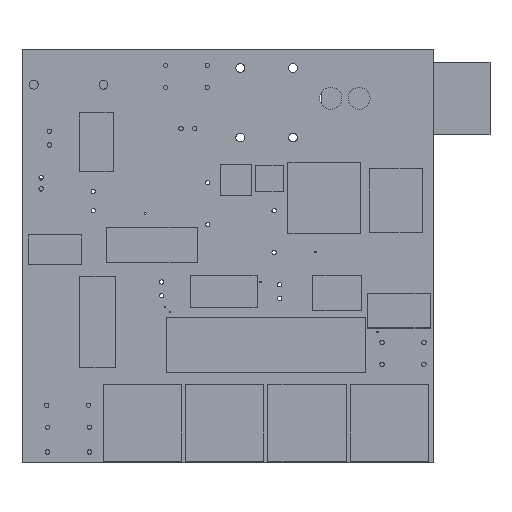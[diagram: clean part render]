
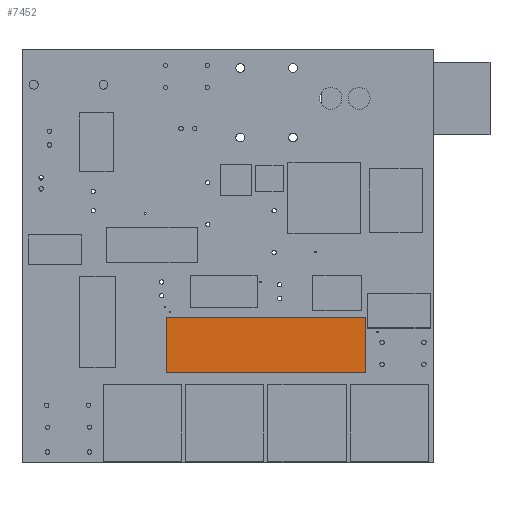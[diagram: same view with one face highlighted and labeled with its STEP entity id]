
A CAD part, top view. The second image highlights one B-rep face of the part: STEP entity #7452.
In plain terms, the highlighted planar face has unit normal (0, 0, 1).
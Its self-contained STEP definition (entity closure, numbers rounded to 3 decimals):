
#52 = CARTESIAN_POINT ( 'NONE',  ( 62.677, -83.527, 4.391 ) ) ;
#410 = LINE ( 'NONE', #14362, #15511 ) ;
#482 = DIRECTION ( 'NONE',  ( -1., 0., 0. ) ) ;
#686 = VECTOR ( 'NONE', #11792, 1000. ) ;
#904 = VERTEX_POINT ( 'NONE', #5595 ) ;
#1447 = CARTESIAN_POINT ( 'NONE',  ( 0., 0., 4.391 ) ) ;
#2679 = LINE ( 'NONE', #2763, #686 ) ;
#2763 = CARTESIAN_POINT ( 'NONE',  ( 26.323, -73.473, 4.391 ) ) ;
#2857 = EDGE_CURVE ( 'NONE', #4136, #4050, #7061, .T. ) ;
#4050 = VERTEX_POINT ( 'NONE', #6320 ) ;
#4136 = VERTEX_POINT ( 'NONE', #52 ) ;
#5034 = ORIENTED_EDGE ( 'NONE', *, *, #10933, .T. ) ;
#5419 = EDGE_CURVE ( 'NONE', #12394, #4136, #410, .T. ) ;
#5539 = CARTESIAN_POINT ( 'NONE',  ( 26.323, -83.527, 4.391 ) ) ;
#5595 = CARTESIAN_POINT ( 'NONE',  ( 26.323, -73.473, 4.391 ) ) ;
#6320 = CARTESIAN_POINT ( 'NONE',  ( 62.677, -73.473, 4.391 ) ) ;
#6544 = DIRECTION ( 'NONE',  ( 0., 0., 1. ) ) ;
#7061 = LINE ( 'NONE', #13410, #7490 ) ;
#7452 = ADVANCED_FACE ( 'NONE', ( #13842 ), #7480, .T. ) ;
#7480 = PLANE ( 'NONE',  #16454 ) ;
#7490 = VECTOR ( 'NONE', #12238, 1000. ) ;
#8990 = ORIENTED_EDGE ( 'NONE', *, *, #10695, .T. ) ;
#9739 = DIRECTION ( 'NONE',  ( 1., 0., 0. ) ) ;
#9976 = ORIENTED_EDGE ( 'NONE', *, *, #5419, .T. ) ;
#10695 = EDGE_CURVE ( 'NONE', #904, #12394, #2679, .T. ) ;
#10933 = EDGE_CURVE ( 'NONE', #4050, #904, #11925, .T. ) ;
#11332 = DIRECTION ( 'NONE',  ( 1., 0., 0. ) ) ;
#11593 = CARTESIAN_POINT ( 'NONE',  ( 62.677, -73.473, 4.391 ) ) ;
#11792 = DIRECTION ( 'NONE',  ( 0., -1., 0. ) ) ;
#11827 = EDGE_LOOP ( 'NONE', ( #15246, #5034, #8990, #9976 ) ) ;
#11925 = LINE ( 'NONE', #11593, #15113 ) ;
#12238 = DIRECTION ( 'NONE',  ( 0., 1., 0. ) ) ;
#12394 = VERTEX_POINT ( 'NONE', #5539 ) ;
#13410 = CARTESIAN_POINT ( 'NONE',  ( 62.677, -83.527, 4.391 ) ) ;
#13842 = FACE_OUTER_BOUND ( 'NONE', #11827, .T. ) ;
#14362 = CARTESIAN_POINT ( 'NONE',  ( 26.323, -83.527, 4.391 ) ) ;
#15113 = VECTOR ( 'NONE', #482, 1000. ) ;
#15246 = ORIENTED_EDGE ( 'NONE', *, *, #2857, .T. ) ;
#15511 = VECTOR ( 'NONE', #9739, 1000. ) ;
#16454 = AXIS2_PLACEMENT_3D ( 'NONE', #1447, #6544, #11332 ) ;
